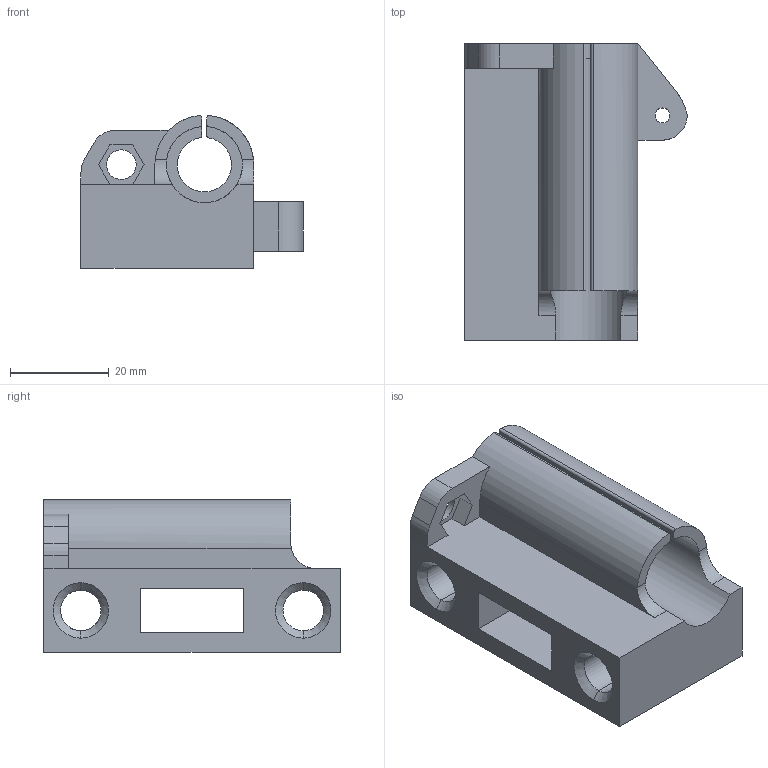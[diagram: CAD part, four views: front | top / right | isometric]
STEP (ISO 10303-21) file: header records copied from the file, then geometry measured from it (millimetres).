
FILE_DESCRIPTION (( 'STEP AP203' ), '1' );
FILE_NAME ('Eje X - Soporte Tensor M5.STEP', '2016-09-19T17:43:02', ( '' ), ( '' ), 'SwSTEP 2.0', 'SolidWorks 2016', '' );
FILE_SCHEMA (( 'CONFIG_CONTROL_DESIGN' ));
Length unit declared in the file: millimetre
Products named in the file (1): Eje X - Soporte Tensor  M5
Bounding box: 45 x 60 x 30.95 mm (x, y, z)
Volume: 28770.5 mm3; surface area: 15416.2 mm2
Topology: 1 solids, 2 shells, 76 faces, 213 edges, 139 vertices
Faces by surface type: cylinder 36, plane 34, cone 6
Entity records: 2608 total; most frequent: CARTESIAN_POINT 505, DIRECTION 432, ORIENTED_EDGE 426, EDGE_CURVE 213, AXIS2_PLACEMENT_3D 152, VERTEX_POINT 139, LINE 128, VECTOR 128
